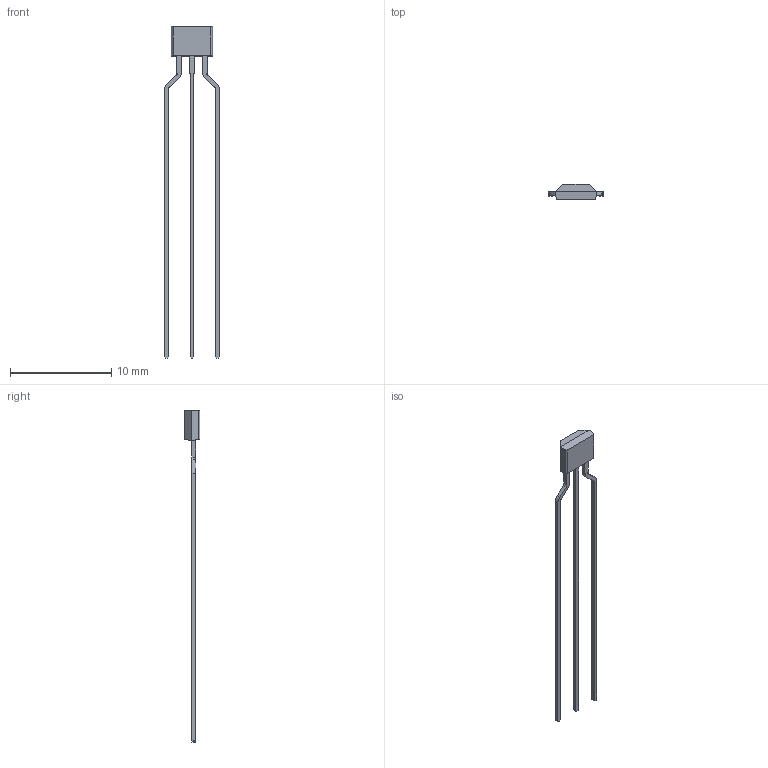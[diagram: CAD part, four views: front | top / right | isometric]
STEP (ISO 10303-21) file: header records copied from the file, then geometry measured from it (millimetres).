
FILE_DESCRIPTION(/* description */ (''),/* implementation_level */ '2;1');
FILE_NAME(/* name */ 'TO-92F~4',/* time_stamp */ '2022-02-13T17:14:46+01:00',/* author */ (''),/* organization */ (''),/* preprocessor_version */ 'ST-DEVELOPER v16.5',/* originating_system */ '',/* authorisation */ '');
FILE_SCHEMA (('AUTOMOTIVE_DESIGN'));
Length unit declared in the file: millimetre
Products named in the file (1): Document
Bounding box: 5.46 x 1.57 x 32.87 mm (x, y, z)
Volume: 16.8 mm3; surface area: 179.7 mm2
Topology: 1 solids, 6 shells, 57 faces, 168 edges, 116 vertices
Faces by surface type: plane 45, bspline 12
Entity records: 1843 total; most frequent: CARTESIAN_POINT 718, ORIENTED_EDGE 296, EDGE_CURVE 166, B_SPLINE_CURVE_WITH_KNOTS 136, VERTEX_POINT 112, ADVANCED_FACE 57, FACE_OUTER_BOUND 57, EDGE_LOOP 57
